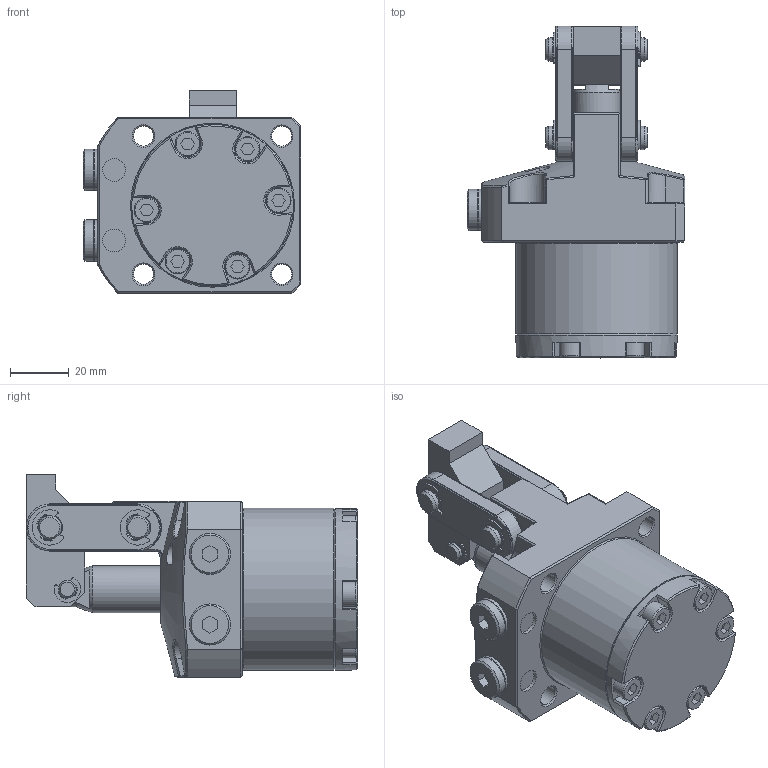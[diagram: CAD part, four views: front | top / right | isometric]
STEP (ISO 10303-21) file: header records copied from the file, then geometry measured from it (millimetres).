
FILE_DESCRIPTION(/* description */ ('Unknown'),/* implementation_level */ '2;1');
FILE_NAME(/* name */ 'GK-35-55-RH',/* time_stamp */ '2023-06-01T17:11:02+06:00',/* author */ ('Unknown'),/* organization */ ('Unknown'),/* preprocessor_version */ 'ST-DEVELOPER v16.7',/* originating_system */ 'DEX',/* authorisation */ $);
FILE_SCHEMA (('AUTOMOTIVE_DESIGN {1 0 10303 214 3 1 1}'));
Length unit declared in the file: millimetre
Products named in the file (14): hyd-cyl-bore-35-55-RH_asm; body-dia-35-rh; PISTON-DIA-35; CLAMP-35; LINK-35; FRONT-HING-PIN-35; BACK-HING-PIN-35; CIRCLIP-35; CIRCLIP-35-1; WASHER_1; END-PLUG-35; BOTTOM-CAP-35; M5X12; ORING-DIA-32X2
Assembly tree (26 placements, depth 2):
  hyd-cyl-bore-35-55-RH_asm
    body-dia-35-rh
    PISTON-DIA-35
    CLAMP-35
    LINK-35  x2
    FRONT-HING-PIN-35  x2
    BACK-HING-PIN-35
    CIRCLIP-35  x4
    CIRCLIP-35-1  x2
    WASHER_1  x2
    END-PLUG-35  x2
    BOTTOM-CAP-35
    M5X12  x6
    ORING-DIA-32X2
Bounding box: 74 x 112.8 x 69 mm (x, y, z)
Volume: 223193.2 mm3; surface area: 48625.3 mm2
Topology: 26 solids, 26 shells, 670 faces, 1684 edges, 1106 vertices
Faces by surface type: plane 317, cylinder 213, cone 72, torus 35, bspline 32, sphere 1
Full cylindrical faces by diameter (mm): 2.5 x1, 4.05 x2, 5 x6, 6 x12, 6.05 x4, 6.8 x4, 7.8 x2, 8 x12, 8.5 x6, 8.6 x1, 10 x5, 11 x1, 14 x4, 16 x1, 55 x2
Entity records: 13945 total; most frequent: CARTESIAN_POINT 4038, DIRECTION 1946, ORIENTED_EDGE 1852, EDGE_CURVE 926, AXIS2_PLACEMENT_3D 737, VERTEX_POINT 649, FACE_BOUND 571, EDGE_LOOP 569
